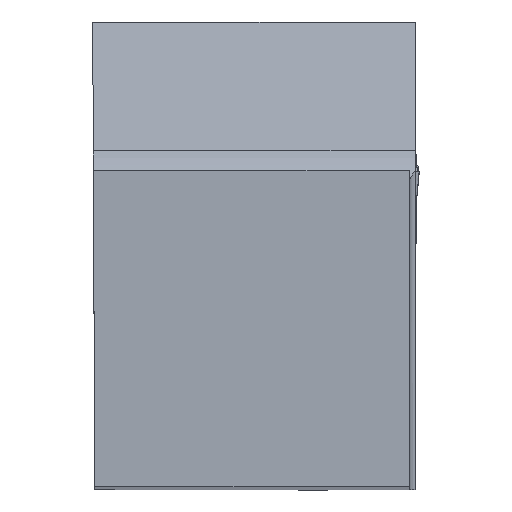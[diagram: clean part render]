
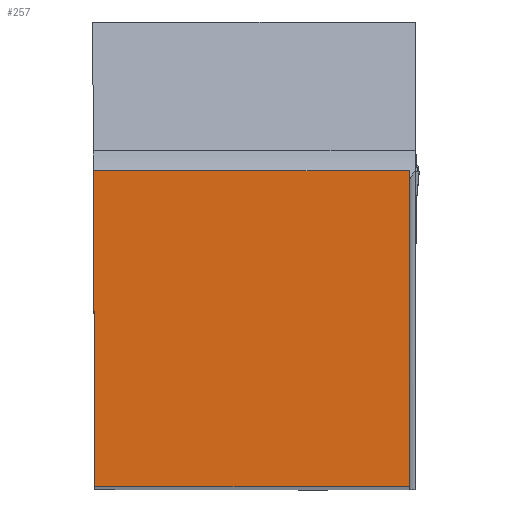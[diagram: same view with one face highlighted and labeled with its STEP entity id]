
A CAD part, top view. The second image highlights one B-rep face of the part: STEP entity #257.
In plain terms, the highlighted planar face has unit normal (0, 0, 1).
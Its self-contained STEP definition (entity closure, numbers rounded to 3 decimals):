
#257=ADVANCED_FACE('CU_BACK_SU1',(#416),#357,.F.);
#357=PLANE('',#2085);
#416=FACE_OUTER_BOUND('',#524,.T.);
#524=EDGE_LOOP('',(#816,#817,#818,#819));
#816=ORIENTED_EDGE('',*,*,#1505,.T.);
#817=ORIENTED_EDGE('',*,*,#1507,.F.);
#818=ORIENTED_EDGE('',*,*,#1464,.T.);
#819=ORIENTED_EDGE('',*,*,#1451,.T.);
#1267=VERTEX_POINT('',#2721);
#1269=VERTEX_POINT('',#2724);
#1279=VERTEX_POINT('',#2755);
#1301=VERTEX_POINT('',#2864);
#1451=EDGE_CURVE('',#1269,#1267,#1725,.T.);
#1464=EDGE_CURVE('',#1279,#1269,#1734,.T.);
#1505=EDGE_CURVE('',#1267,#1301,#1760,.T.);
#1507=EDGE_CURVE('',#1279,#1301,#1762,.T.);
#1725=LINE('',#2723,#1873);
#1734=LINE('',#2754,#1882);
#1760=LINE('',#2865,#1908);
#1762=LINE('',#2868,#1910);
#1873=VECTOR('',#2248,1.);
#1882=VECTOR('',#2267,1.);
#1908=VECTOR('',#2349,1.);
#1910=VECTOR('',#2353,1.);
#2085=AXIS2_PLACEMENT_3D('',#2869,#2354,#2355);
#2248=DIRECTION('',(0.004,-1.,0.));
#2267=DIRECTION('',(-1.,0.,0.));
#2349=DIRECTION('',(1.,0.,0.));
#2353=DIRECTION('',(0.,-1.,0.));
#2354=DIRECTION('',(0.,0.,-1.));
#2355=DIRECTION('',(0.,-1.,0.));
#2721=CARTESIAN_POINT('',(0.087,0.,0.));
#2723=CARTESIAN_POINT('',(-0.088,39.975,0.));
#2724=CARTESIAN_POINT('',(0.,19.875,0.));
#2754=CARTESIAN_POINT('',(-22.994,19.875,0.));
#2755=CARTESIAN_POINT('',(19.875,19.875,0.));
#2864=CARTESIAN_POINT('',(19.875,0.,0.));
#2865=CARTESIAN_POINT('',(-22.994,0.,0.));
#2868=CARTESIAN_POINT('',(19.875,39.875,0.));
#2869=CARTESIAN_POINT('',(-22.994,39.875,0.));
